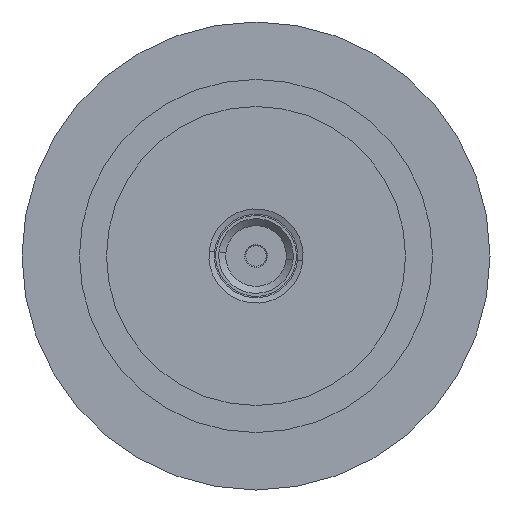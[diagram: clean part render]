
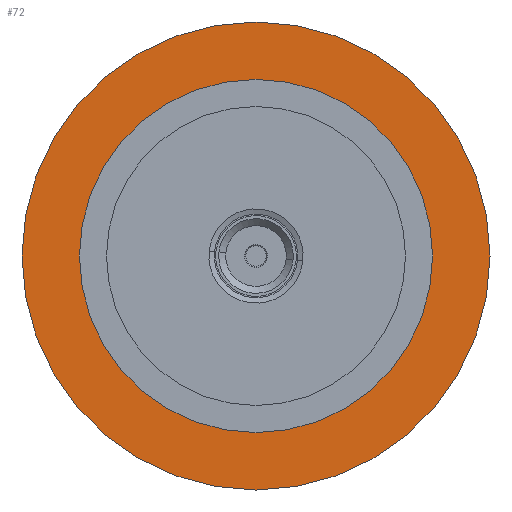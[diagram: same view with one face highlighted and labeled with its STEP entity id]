
A CAD part, front view. The second image highlights one B-rep face of the part: STEP entity #72.
In plain terms, the highlighted planar face has unit normal (0, -1, 0).
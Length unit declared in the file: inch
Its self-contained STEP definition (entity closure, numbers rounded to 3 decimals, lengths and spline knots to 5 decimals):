
#72 = ADVANCED_FACE ( 'NONE', ( #555, #560 ), #440, .F. ) ;
#242 = EDGE_LOOP ( 'NONE', ( #1277, #1270 ) ) ;
#248 = EDGE_LOOP ( 'NONE', ( #1337, #1342 ) ) ;
#437 = CARTESIAN_POINT ( 'NONE',  ( 0., 0., 0. ) ) ;
#440 = PLANE ( 'NONE',  #915 ) ;
#442 = DIRECTION ( 'NONE',  ( 0., 1., 0. ) ) ;
#443 = DIRECTION ( 'NONE',  ( 1., 0., 0. ) ) ;
#555 = FACE_BOUND ( 'NONE', #242, .T. ) ;
#560 = FACE_OUTER_BOUND ( 'NONE', #248, .T. ) ;
#761 = CARTESIAN_POINT ( 'NONE',  ( -1.08, 0., 0. ) ) ;
#762 = CARTESIAN_POINT ( 'NONE',  ( 1.08, 0., 0. ) ) ;
#765 = CARTESIAN_POINT ( 'NONE',  ( -0.815, 0., 0. ) ) ;
#766 = CARTESIAN_POINT ( 'NONE',  ( 0.815, 0., 0. ) ) ;
#856 = AXIS2_PLACEMENT_3D ( 'NONE', #1513, #1514, #1515 ) ;
#915 = AXIS2_PLACEMENT_3D ( 'NONE', #437, #442, #443 ) ;
#1007 = AXIS2_PLACEMENT_3D ( 'NONE', #1463, #1464, #1465 ) ;
#1012 = AXIS2_PLACEMENT_3D ( 'NONE', #1547, #1548, #1549 ) ;
#1014 = AXIS2_PLACEMENT_3D ( 'NONE', #1541, #1542, #1543 ) ;
#1165 = EDGE_CURVE ( 'NONE', #1822, #1821, #1600, .T. ) ;
#1176 = EDGE_CURVE ( 'NONE', #1818, #1817, #1617, .T. ) ;
#1179 = EDGE_CURVE ( 'NONE', #1817, #1818, #1622, .T. ) ;
#1186 = EDGE_CURVE ( 'NONE', #1821, #1822, #1625, .T. ) ;
#1270 = ORIENTED_EDGE ( 'NONE', *, *, #1165, .F. ) ;
#1277 = ORIENTED_EDGE ( 'NONE', *, *, #1186, .F. ) ;
#1337 = ORIENTED_EDGE ( 'NONE', *, *, #1179, .F. ) ;
#1342 = ORIENTED_EDGE ( 'NONE', *, *, #1176, .F. ) ;
#1463 = CARTESIAN_POINT ( 'NONE',  ( 0., 0., 0. ) ) ;
#1464 = DIRECTION ( 'NONE',  ( 0., -1., 0. ) ) ;
#1465 = DIRECTION ( 'NONE',  ( -1., 0., 0. ) ) ;
#1513 = CARTESIAN_POINT ( 'NONE',  ( 0., 0., 0. ) ) ;
#1514 = DIRECTION ( 'NONE',  ( 0., -1., 0. ) ) ;
#1515 = DIRECTION ( 'NONE',  ( -1., 0., 0. ) ) ;
#1541 = CARTESIAN_POINT ( 'NONE',  ( 0., 0., 0. ) ) ;
#1542 = DIRECTION ( 'NONE',  ( 0., 1., 0. ) ) ;
#1543 = DIRECTION ( 'NONE',  ( 1., 0., 0. ) ) ;
#1547 = CARTESIAN_POINT ( 'NONE',  ( 0., 0., 0. ) ) ;
#1548 = DIRECTION ( 'NONE',  ( 0., 1., 0. ) ) ;
#1549 = DIRECTION ( 'NONE',  ( 1., 0., 0. ) ) ;
#1600 = CIRCLE ( 'NONE', #856, 0.815 ) ;
#1617 = CIRCLE ( 'NONE', #1014, 1.08 ) ;
#1622 = CIRCLE ( 'NONE', #1012, 1.08 ) ;
#1625 = CIRCLE ( 'NONE', #1007, 0.815 ) ;
#1817 = VERTEX_POINT ( 'NONE', #761 ) ;
#1818 = VERTEX_POINT ( 'NONE', #762 ) ;
#1821 = VERTEX_POINT ( 'NONE', #765 ) ;
#1822 = VERTEX_POINT ( 'NONE', #766 ) ;
